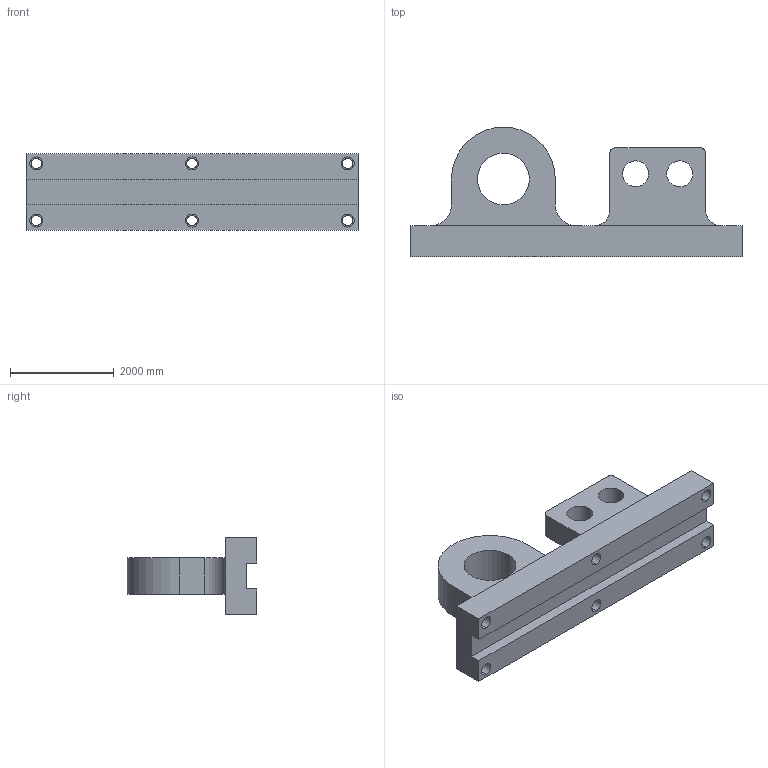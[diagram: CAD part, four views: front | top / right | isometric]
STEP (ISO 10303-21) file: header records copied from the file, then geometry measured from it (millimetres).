
FILE_DESCRIPTION(('produced by SPATIAL CORP'),'2;1');
FILE_NAME( 'clevis23.step.hh.sat.stp','2002-04-22T10:03:43+00:00',('SPATIAL CORP'),('SPATIAL CORP' ),'ACIS STEP Husk','http://www.spatial.com','SPATIAL CORP');
FILE_SCHEMA(('CONFIG_CONTROL_DESIGN'));
Length unit declared in the file: millimetre
Products named in the file (1): PRODUCT_ID_1
Bounding box: 6400 x 2500 x 1480 mm (x, y, z)
Volume: 7977606795.4 mm3; surface area: 49878930.9 mm2
Topology: 1 solids, 1 shells, 62 faces, 159 edges, 107 vertices
Faces by surface type: cylinder 37, plane 25
Entity records: 1805 total; most frequent: ORIENTED_EDGE 318, CARTESIAN_POINT 280, DIRECTION 264, EDGE_CURVE 159, VERTEX_POINT 107, AXIS2_PLACEMENT_3D 91, EDGE_LOOP 88, FACE_BOUND 88
